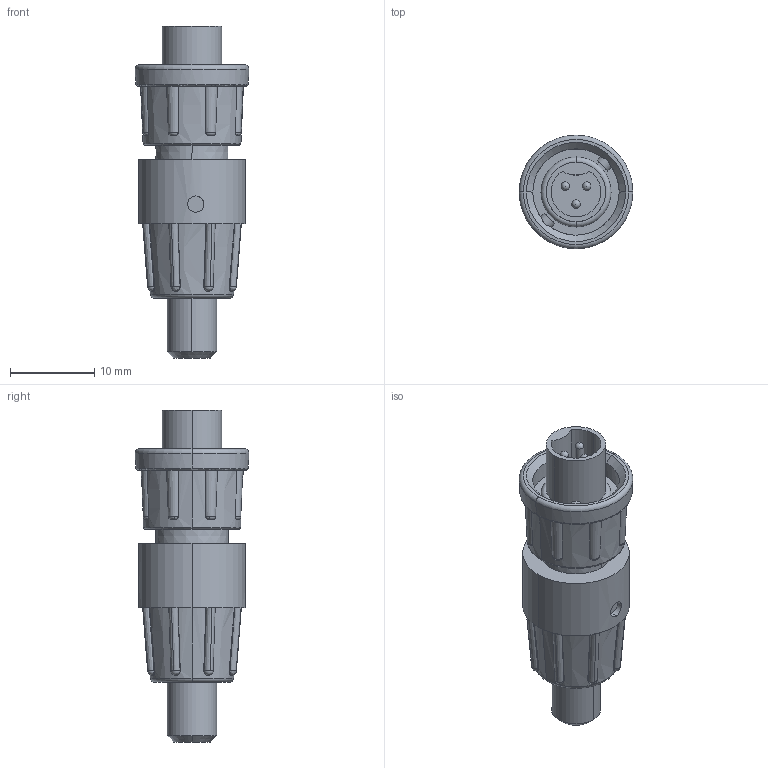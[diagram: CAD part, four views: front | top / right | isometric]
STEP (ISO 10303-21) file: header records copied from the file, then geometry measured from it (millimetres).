
FILE_DESCRIPTION (( 'STEP AP203' ), '1' );
FILE_NAME ('16280-3PG-315.STEP', '2013-11-26T22:17:30', ( '21FPBF1' ), ( 'Conxall' ), 'SwSTEP 2.0', 'SolidWorks 2012', '' );
FILE_SCHEMA (( 'CONFIG_CONTROL_DESIGN' ));
Length unit declared in the file: inch
Products named in the file (1): 16280-3PG-315
Bounding box: 13.51 x 13.51 x 39.45 mm (x, y, z)
Volume: 3022.8 mm3; surface area: 2080.1 mm2
Topology: 1 solids, 1 shells, 177 faces, 474 edges, 306 vertices
Faces by surface type: plane 50, cylinder 35, bspline 27, torus 26, cone 22, sphere 17
Entity records: 6766 total; most frequent: CARTESIAN_POINT 2609, ORIENTED_EDGE 912, DIRECTION 799, EDGE_CURVE 456, AXIS2_PLACEMENT_3D 348, VERTEX_POINT 294, CIRCLE 197, EDGE_LOOP 190
